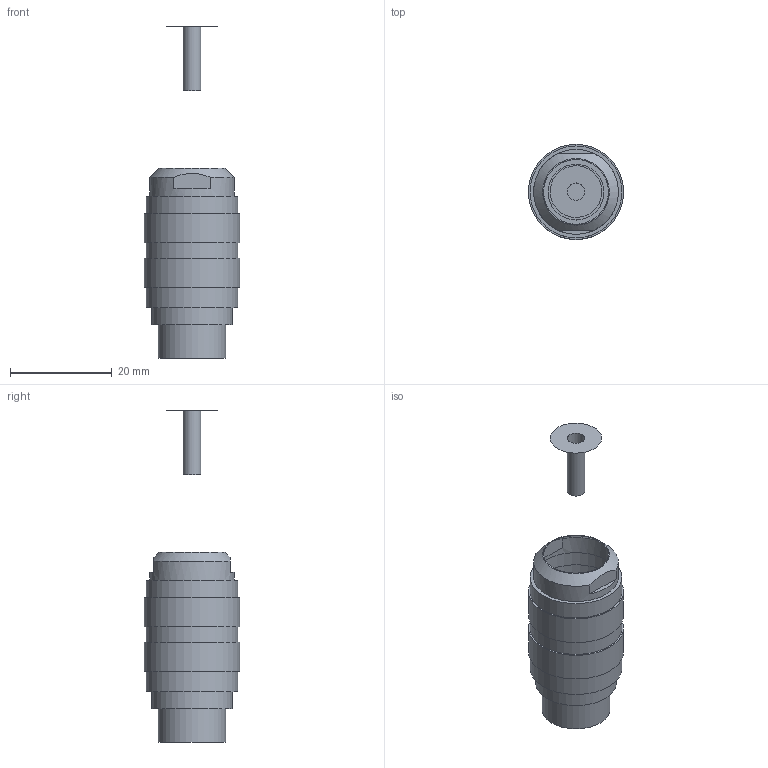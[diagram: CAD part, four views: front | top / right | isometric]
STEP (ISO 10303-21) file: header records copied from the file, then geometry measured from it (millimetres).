
FILE_DESCRIPTION(/* description */ (''),/* implementation_level */ '2;1');
FILE_NAME(/* name */ 'C91.stp',/* time_stamp */ '2020-05-01T15:25:57-04:00',/* author */ ('lcup'),/* organization */ (''),/* preprocessor_version */ 'ST-DEVELOPER v18',/* originating_system */ 'Autodesk Inventor 2020',/* authorisation */ '');
FILE_SCHEMA (('AUTOMOTIVE_DESIGN { 1 0 10303 214 3 1 1 }'));
Length unit declared in the file: inch
Products named in the file (1): C91
Bounding box: 18.67 x 18.67 x 65.15 mm (x, y, z)
Volume: 10489.6 mm3; surface area: 4057.5 mm2
Topology: 1 solids, 1 shells, 46 faces, 79 edges, 51 vertices
Faces by surface type: plane 22, cylinder 16, cone 8
Full cylindrical faces by diameter (mm): 1.27 x6, 3.418 x1, 10.922 x1, 13.335 x1, 15.875 x1, 16.637 x1, 18.034 x3, 18.669 x2
Entity records: 1196 total; most frequent: DIRECTION 218, CARTESIAN_POINT 181, ORIENTED_EDGE 158, AXIS2_PLACEMENT_3D 94, EDGE_CURVE 79, EDGE_LOOP 62, VERTEX_POINT 51, CIRCLE 47
